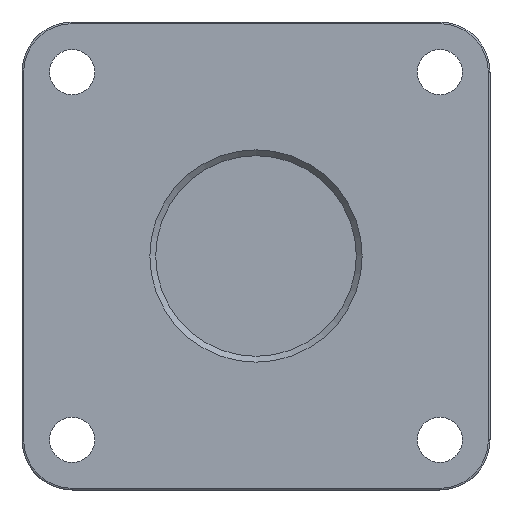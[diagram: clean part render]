
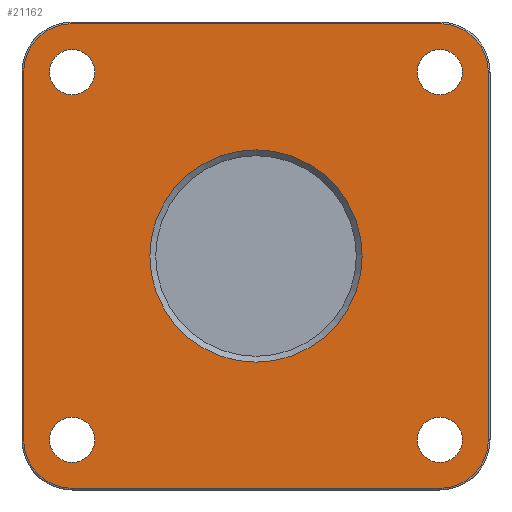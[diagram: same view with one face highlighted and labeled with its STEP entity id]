
A CAD part, front view. The second image highlights one B-rep face of the part: STEP entity #21162.
In plain terms, the highlighted planar face has unit normal (0, -1, 0).
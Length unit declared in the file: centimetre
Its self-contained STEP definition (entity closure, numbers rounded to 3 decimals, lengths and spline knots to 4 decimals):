
#2333=FACE_BOUND($,#4048,.T.);
#2334=FACE_BOUND($,#4049,.T.);
#2335=FACE_BOUND($,#4050,.T.);
#2336=FACE_BOUND($,#4051,.T.);
#2337=FACE_BOUND($,#4052,.T.);
#2416=PLANE($,#22405);
#2825=FACE_OUTER_BOUND($,#4047,.T.);
#4047=EDGE_LOOP($,(#14426,#14427,#14428,#14429,#14430,#14431,#14432,#14433));
#4048=EDGE_LOOP($,(#14434));
#4049=EDGE_LOOP($,(#14435));
#4050=EDGE_LOOP($,(#14436));
#4051=EDGE_LOOP($,(#14437));
#4052=EDGE_LOOP($,(#14438));
#5338=LINE($,#25770,#7036);
#5340=LINE($,#25790,#7038);
#5343=LINE($,#25797,#7041);
#5345=LINE($,#25812,#7043);
#7036=VECTOR($,#22944,11.);
#7038=VECTOR($,#22968,11.);
#7041=VECTOR($,#22975,11.);
#7043=VECTOR($,#22995,11.);
#8737=CIRCLE($,#22380,1.45);
#8741=CIRCLE($,#22385,1.45);
#8745=CIRCLE($,#22392,1.45);
#8749=CIRCLE($,#22397,1.45);
#8752=CIRCLE($,#22406,0.675);
#8753=CIRCLE($,#22407,0.675);
#8754=CIRCLE($,#22408,3.176);
#8755=CIRCLE($,#22409,0.675);
#8756=CIRCLE($,#22410,0.675);
#8840=VERTEX_POINT($,#25767);
#8841=VERTEX_POINT($,#25769);
#8844=VERTEX_POINT($,#25776);
#8845=VERTEX_POINT($,#25781);
#8848=VERTEX_POINT($,#25788);
#8849=VERTEX_POINT($,#25793);
#8852=VERTEX_POINT($,#25800);
#8853=VERTEX_POINT($,#25805);
#8860=VERTEX_POINT($,#25832);
#8861=VERTEX_POINT($,#25834);
#8862=VERTEX_POINT($,#25836);
#8863=VERTEX_POINT($,#25838);
#8864=VERTEX_POINT($,#25840);
#11035=EDGE_CURVE($,#8840,#8841,#5338,.T.);
#11039=EDGE_CURVE($,#8844,#8840,#8737,.T.);
#11043=EDGE_CURVE($,#8841,#8845,#8741,.T.);
#11045=EDGE_CURVE($,#8848,#8844,#5340,.T.);
#11049=EDGE_CURVE($,#8845,#8849,#5343,.T.);
#11051=EDGE_CURVE($,#8852,#8848,#8745,.T.);
#11055=EDGE_CURVE($,#8849,#8853,#8749,.T.);
#11057=EDGE_CURVE($,#8853,#8852,#5345,.T.);
#11067=EDGE_CURVE($,#8860,#8860,#8752,.F.);
#11068=EDGE_CURVE($,#8861,#8861,#8753,.F.);
#11069=EDGE_CURVE($,#8862,#8862,#8754,.T.);
#11070=EDGE_CURVE($,#8863,#8863,#8755,.F.);
#11071=EDGE_CURVE($,#8864,#8864,#8756,.F.);
#14426=ORIENTED_EDGE($,*,*,#11035,.F.);
#14427=ORIENTED_EDGE($,*,*,#11039,.F.);
#14428=ORIENTED_EDGE($,*,*,#11045,.F.);
#14429=ORIENTED_EDGE($,*,*,#11051,.F.);
#14430=ORIENTED_EDGE($,*,*,#11057,.F.);
#14431=ORIENTED_EDGE($,*,*,#11055,.F.);
#14432=ORIENTED_EDGE($,*,*,#11049,.F.);
#14433=ORIENTED_EDGE($,*,*,#11043,.F.);
#14434=ORIENTED_EDGE($,*,*,#11067,.F.);
#14435=ORIENTED_EDGE($,*,*,#11068,.F.);
#14436=ORIENTED_EDGE($,*,*,#11069,.F.);
#14437=ORIENTED_EDGE($,*,*,#11070,.F.);
#14438=ORIENTED_EDGE($,*,*,#11071,.F.);
#21162=ADVANCED_FACE($,(#2825,#2333,#2334,#2335,#2336,#2337),#2416,.F.);
#22380=AXIS2_PLACEMENT_3D($,#25778,#22952,#22953);
#22385=AXIS2_PLACEMENT_3D($,#25785,#22962,#22963);
#22392=AXIS2_PLACEMENT_3D($,#25802,#22980,#22981);
#22397=AXIS2_PLACEMENT_3D($,#25809,#22990,#22991);
#22405=AXIS2_PLACEMENT_3D($,#25831,#23015,#23016);
#22406=AXIS2_PLACEMENT_3D($,#25833,#23017,#23018);
#22407=AXIS2_PLACEMENT_3D($,#25835,#23019,#23020);
#22408=AXIS2_PLACEMENT_3D($,#25837,#23021,#23022);
#22409=AXIS2_PLACEMENT_3D($,#25839,#23023,#23024);
#22410=AXIS2_PLACEMENT_3D($,#25841,#23025,#23026);
#22944=DIRECTION($,(0.,0.,-1.));
#22952=DIRECTION('center_axis',(0.,1.,0.));
#22953=DIRECTION('ref_axis',(0.707,0.,0.707));
#22962=DIRECTION('center_axis',(0.,1.,0.));
#22963=DIRECTION('ref_axis',(0.707,0.,-0.707));
#22968=DIRECTION($,(1.,0.,0.));
#22975=DIRECTION($,(-1.,0.,0.));
#22980=DIRECTION('center_axis',(0.,1.,0.));
#22981=DIRECTION('ref_axis',(-0.707,0.,0.707));
#22990=DIRECTION('center_axis',(0.,1.,0.));
#22991=DIRECTION('ref_axis',(-0.707,0.,-0.707));
#22995=DIRECTION($,(0.,0.,1.));
#23015=DIRECTION('center_axis',(0.,1.,0.));
#23016=DIRECTION('ref_axis',(0.,0.,1.));
#23017=DIRECTION('center_axis',(0.,1.,0.));
#23018=DIRECTION('ref_axis',(0.,0.,1.));
#23019=DIRECTION('center_axis',(0.,1.,0.));
#23020=DIRECTION('ref_axis',(0.,0.,1.));
#23021=DIRECTION('center_axis',(0.,-1.,0.));
#23022=DIRECTION('ref_axis',(0.,0.,-1.));
#23023=DIRECTION('center_axis',(0.,1.,0.));
#23024=DIRECTION('ref_axis',(0.,0.,1.));
#23025=DIRECTION('center_axis',(0.,1.,0.));
#23026=DIRECTION('ref_axis',(0.,0.,1.));
#25767=CARTESIAN_POINT('',(6.95,0.,5.5));
#25769=CARTESIAN_POINT('',(6.95,0.,-5.5));
#25770=CARTESIAN_POINT($,(6.95,0.,0.));
#25776=CARTESIAN_POINT('',(5.5,0.,6.95));
#25778=CARTESIAN_POINT('Origin',(5.5,0.,5.5));
#25781=CARTESIAN_POINT('',(5.5,0.,-6.95));
#25785=CARTESIAN_POINT('Origin',(5.5,0.,-5.5));
#25788=CARTESIAN_POINT('',(-5.5,0.,6.95));
#25790=CARTESIAN_POINT($,(-5.5,0.,6.95));
#25793=CARTESIAN_POINT('',(-5.5,0.,-6.95));
#25797=CARTESIAN_POINT($,(0.,0.,-6.95));
#25800=CARTESIAN_POINT('',(-6.95,0.,5.5));
#25802=CARTESIAN_POINT('Origin',(-5.5,0.,5.5));
#25805=CARTESIAN_POINT('',(-6.95,0.,-5.5));
#25809=CARTESIAN_POINT('Origin',(-5.5,0.,-5.5));
#25812=CARTESIAN_POINT($,(-6.95,0.,-5.5));
#25831=CARTESIAN_POINT('Origin',(-5.5,0.,-5.5));
#25832=CARTESIAN_POINT('',(-5.5,0.,6.175));
#25833=CARTESIAN_POINT('Origin',(-5.5,0.,5.5));
#25834=CARTESIAN_POINT('',(-5.5,0.,-4.825));
#25835=CARTESIAN_POINT('Origin',(-5.5,0.,-5.5));
#25836=CARTESIAN_POINT('',(0.,0.,-3.176));
#25837=CARTESIAN_POINT('Origin',(0.,0.,0.));
#25838=CARTESIAN_POINT('',(5.5,0.,-4.825));
#25839=CARTESIAN_POINT('Origin',(5.5,0.,-5.5));
#25840=CARTESIAN_POINT('',(5.5,0.,6.175));
#25841=CARTESIAN_POINT('Origin',(5.5,0.,5.5));
